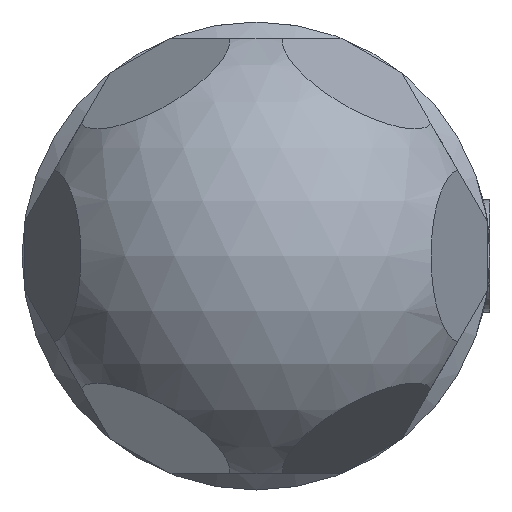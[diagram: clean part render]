
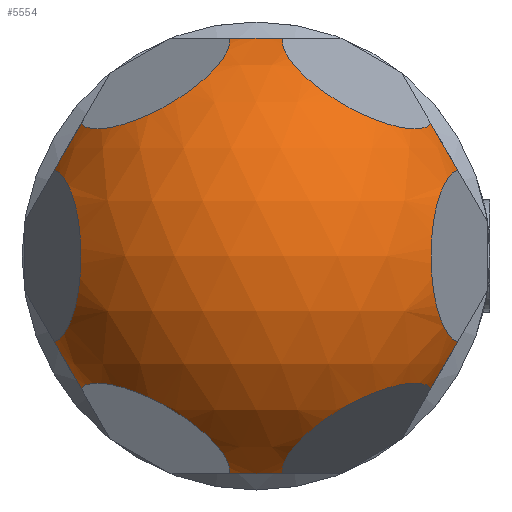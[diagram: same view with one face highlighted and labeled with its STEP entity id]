
A CAD part, front view. The second image highlights one B-rep face of the part: STEP entity #5554.
In plain terms, the highlighted spherical face has radius 15 mm.
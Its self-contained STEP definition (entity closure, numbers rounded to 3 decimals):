
#53 = SPHERICAL_SURFACE ( 'NONE', #11793, 15. ) ;
#178 = VERTEX_POINT ( 'NONE', #6871 ) ;
#205 = CARTESIAN_POINT ( 'NONE',  ( 0., 57., -13.95 ) ) ;
#252 = EDGE_CURVE ( 'NONE', #5646, #178, #3798, .T. ) ;
#312 = CIRCLE ( 'NONE', #12141, 5.513 ) ;
#331 = EDGE_CURVE ( 'NONE', #14500, #8192, #8730, .T. ) ;
#469 = AXIS2_PLACEMENT_3D ( 'NONE', #6266, #12063, #5006 ) ;
#551 = AXIS2_PLACEMENT_3D ( 'NONE', #6392, #14671, #7711 ) ;
#595 = EDGE_CURVE ( 'NONE', #5540, #5792, #14958, .T. ) ;
#668 = DIRECTION ( 'NONE',  ( 0.5, 0., -0.866 ) ) ;
#675 = AXIS2_PLACEMENT_3D ( 'NONE', #6605, #7783, #6848 ) ;
#863 = CARTESIAN_POINT ( 'NONE',  ( 12.938, 62.24, 5.491 ) ) ;
#1484 = CARTESIAN_POINT ( 'NONE',  ( 11.224, 62.24, 8.459 ) ) ;
#1507 = CARTESIAN_POINT ( 'NONE',  ( 12.081, 57., -6.975 ) ) ;
#1510 = CARTESIAN_POINT ( 'NONE',  ( 12.081, 57., 6.975 ) ) ;
#2240 = ORIENTED_EDGE ( 'NONE', *, *, #9057, .F. ) ;
#2425 = VERTEX_POINT ( 'NONE', #13071 ) ;
#2460 = VERTEX_POINT ( 'NONE', #9506 ) ;
#2468 = CIRCLE ( 'NONE', #469, 5.513 ) ;
#2650 = EDGE_CURVE ( 'NONE', #5540, #10146, #13913, .T. ) ;
#2967 = CARTESIAN_POINT ( 'NONE',  ( -1.714, 62.24, -13.95 ) ) ;
#2978 = CARTESIAN_POINT ( 'NONE',  ( 0., 57., 0. ) ) ;
#3364 = DIRECTION ( 'NONE',  ( -0.866, 0., 0.5 ) ) ;
#3372 = ORIENTED_EDGE ( 'NONE', *, *, #331, .F. ) ;
#3411 = VERTEX_POINT ( 'NONE', #11177 ) ;
#3798 = CIRCLE ( 'NONE', #11777, 5.513 ) ;
#4271 = CIRCLE ( 'NONE', #14380, 5.513 ) ;
#4330 = CIRCLE ( 'NONE', #6648, 5.513 ) ;
#4420 = ORIENTED_EDGE ( 'NONE', *, *, #10349, .F. ) ;
#5006 = DIRECTION ( 'NONE',  ( -0.342, 0.94, 0. ) ) ;
#5042 = CIRCLE ( 'NONE', #6358, 5.513 ) ;
#5083 = AXIS2_PLACEMENT_3D ( 'NONE', #10718, #11842, #13006 ) ;
#5118 = DIRECTION ( 'NONE',  ( 0.5, 0., 0.866 ) ) ;
#5273 = CIRCLE ( 'NONE', #7604, 5.513 ) ;
#5374 = CARTESIAN_POINT ( 'NONE',  ( 1.714, 62.24, 13.95 ) ) ;
#5540 = VERTEX_POINT ( 'NONE', #5374 ) ;
#5554 = ADVANCED_FACE ( 'NONE', ( #9138 ), #53, .T. ) ;
#5646 = VERTEX_POINT ( 'NONE', #10144 ) ;
#5699 = DIRECTION ( 'NONE',  ( -0.47, -0.342, 0.814 ) ) ;
#5758 = CIRCLE ( 'NONE', #675, 5.513 ) ;
#5789 = EDGE_CURVE ( 'NONE', #14500, #2425, #12041, .T. ) ;
#5792 = VERTEX_POINT ( 'NONE', #13116 ) ;
#5828 = AXIS2_PLACEMENT_3D ( 'NONE', #11314, #11262, #12407 ) ;
#6266 = CARTESIAN_POINT ( 'NONE',  ( 13.109, 61.771, 0. ) ) ;
#6358 = AXIS2_PLACEMENT_3D ( 'NONE', #1507, #7488, #5118 ) ;
#6392 = CARTESIAN_POINT ( 'NONE',  ( 6.554, 61.771, 11.352 ) ) ;
#6605 = CARTESIAN_POINT ( 'NONE',  ( -6.554, 61.771, 11.352 ) ) ;
#6648 = AXIS2_PLACEMENT_3D ( 'NONE', #8704, #12195, #668 ) ;
#6848 = DIRECTION ( 'NONE',  ( 0.866, 0., 0.5 ) ) ;
#6871 = CARTESIAN_POINT ( 'NONE',  ( -12.938, 62.24, 5.491 ) ) ;
#7095 = DIRECTION ( 'NONE',  ( 1., 0., 0. ) ) ;
#7248 = DIRECTION ( 'NONE',  ( 0., 0., -1. ) ) ;
#7314 = EDGE_CURVE ( 'NONE', #13176, #10146, #5273, .T. ) ;
#7488 = DIRECTION ( 'NONE',  ( 0.866, 0., -0.5 ) ) ;
#7604 = AXIS2_PLACEMENT_3D ( 'NONE', #1510, #14162, #8315 ) ;
#7711 = DIRECTION ( 'NONE',  ( 0.866, 0., -0.5 ) ) ;
#7783 = DIRECTION ( 'NONE',  ( 0.47, -0.342, -0.814 ) ) ;
#7877 = AXIS2_PLACEMENT_3D ( 'NONE', #205, #7248, #7095 ) ;
#7937 = CARTESIAN_POINT ( 'NONE',  ( 12.938, 62.24, -5.491 ) ) ;
#7983 = CARTESIAN_POINT ( 'NONE',  ( 1.714, 62.24, -13.95 ) ) ;
#8192 = VERTEX_POINT ( 'NONE', #7983 ) ;
#8315 = DIRECTION ( 'NONE',  ( -0.5, 0., 0.866 ) ) ;
#8704 = CARTESIAN_POINT ( 'NONE',  ( -12.081, 57., -6.975 ) ) ;
#8730 = CIRCLE ( 'NONE', #7877, 5.513 ) ;
#8965 = CARTESIAN_POINT ( 'NONE',  ( -12.081, 57., 6.975 ) ) ;
#9017 = ORIENTED_EDGE ( 'NONE', *, *, #252, .F. ) ;
#9057 = EDGE_CURVE ( 'NONE', #2460, #2425, #4330, .T. ) ;
#9078 = DIRECTION ( 'NONE',  ( -0.5, 0., -0.866 ) ) ;
#9138 = FACE_OUTER_BOUND ( 'NONE', #10572, .T. ) ;
#9506 = CARTESIAN_POINT ( 'NONE',  ( -12.938, 62.24, -5.491 ) ) ;
#10038 = ORIENTED_EDGE ( 'NONE', *, *, #14199, .T. ) ;
#10144 = CARTESIAN_POINT ( 'NONE',  ( -11.224, 62.24, 8.459 ) ) ;
#10146 = VERTEX_POINT ( 'NONE', #1484 ) ;
#10199 = DIRECTION ( 'NONE',  ( 0.94, -0.342, 0. ) ) ;
#10349 = EDGE_CURVE ( 'NONE', #3411, #10966, #5042, .T. ) ;
#10377 = CARTESIAN_POINT ( 'NONE',  ( 6.554, 61.771, -11.352 ) ) ;
#10572 = EDGE_LOOP ( 'NONE', ( #10753, #11364, #4420, #14956, #3372, #11218, #2240, #14911, #9017, #10038, #12713, #10869 ) ) ;
#10718 = CARTESIAN_POINT ( 'NONE',  ( -6.554, 61.771, -11.352 ) ) ;
#10753 = ORIENTED_EDGE ( 'NONE', *, *, #7314, .F. ) ;
#10869 = ORIENTED_EDGE ( 'NONE', *, *, #2650, .T. ) ;
#10966 = VERTEX_POINT ( 'NONE', #7937 ) ;
#11135 = EDGE_CURVE ( 'NONE', #2460, #178, #312, .T. ) ;
#11177 = CARTESIAN_POINT ( 'NONE',  ( 11.224, 62.24, -8.459 ) ) ;
#11218 = ORIENTED_EDGE ( 'NONE', *, *, #5789, .T. ) ;
#11226 = CARTESIAN_POINT ( 'NONE',  ( -13.109, 61.771, 0. ) ) ;
#11262 = DIRECTION ( 'NONE',  ( 0., 0., 1. ) ) ;
#11314 = CARTESIAN_POINT ( 'NONE',  ( 0., 57., 13.95 ) ) ;
#11364 = ORIENTED_EDGE ( 'NONE', *, *, #11561, .T. ) ;
#11379 = DIRECTION ( 'NONE',  ( -0.342, -0.94, 0. ) ) ;
#11561 = EDGE_CURVE ( 'NONE', #13176, #10966, #2468, .T. ) ;
#11777 = AXIS2_PLACEMENT_3D ( 'NONE', #8965, #3364, #9078 ) ;
#11793 = AXIS2_PLACEMENT_3D ( 'NONE', #2978, #13447, #14514 ) ;
#11842 = DIRECTION ( 'NONE',  ( 0.47, -0.342, 0.814 ) ) ;
#11958 = EDGE_CURVE ( 'NONE', #3411, #8192, #4271, .T. ) ;
#12041 = CIRCLE ( 'NONE', #5083, 5.513 ) ;
#12063 = DIRECTION ( 'NONE',  ( -0.94, -0.342, 0. ) ) ;
#12141 = AXIS2_PLACEMENT_3D ( 'NONE', #11226, #10199, #11379 ) ;
#12195 = DIRECTION ( 'NONE',  ( -0.866, 0., -0.5 ) ) ;
#12407 = DIRECTION ( 'NONE',  ( -1., 0., 0. ) ) ;
#12713 = ORIENTED_EDGE ( 'NONE', *, *, #595, .F. ) ;
#13006 = DIRECTION ( 'NONE',  ( -0.866, 0., 0.5 ) ) ;
#13071 = CARTESIAN_POINT ( 'NONE',  ( -11.224, 62.24, -8.459 ) ) ;
#13116 = CARTESIAN_POINT ( 'NONE',  ( -1.714, 62.24, 13.95 ) ) ;
#13176 = VERTEX_POINT ( 'NONE', #863 ) ;
#13447 = DIRECTION ( 'NONE',  ( 0., 0., 1. ) ) ;
#13913 = CIRCLE ( 'NONE', #551, 5.513 ) ;
#13935 = DIRECTION ( 'NONE',  ( -0.866, 0., -0.5 ) ) ;
#14162 = DIRECTION ( 'NONE',  ( 0.866, 0., 0.5 ) ) ;
#14199 = EDGE_CURVE ( 'NONE', #5646, #5792, #5758, .T. ) ;
#14380 = AXIS2_PLACEMENT_3D ( 'NONE', #10377, #5699, #13935 ) ;
#14500 = VERTEX_POINT ( 'NONE', #2967 ) ;
#14514 = DIRECTION ( 'NONE',  ( 1., 0., 0. ) ) ;
#14671 = DIRECTION ( 'NONE',  ( -0.47, -0.342, -0.814 ) ) ;
#14911 = ORIENTED_EDGE ( 'NONE', *, *, #11135, .T. ) ;
#14956 = ORIENTED_EDGE ( 'NONE', *, *, #11958, .T. ) ;
#14958 = CIRCLE ( 'NONE', #5828, 5.513 ) ;
